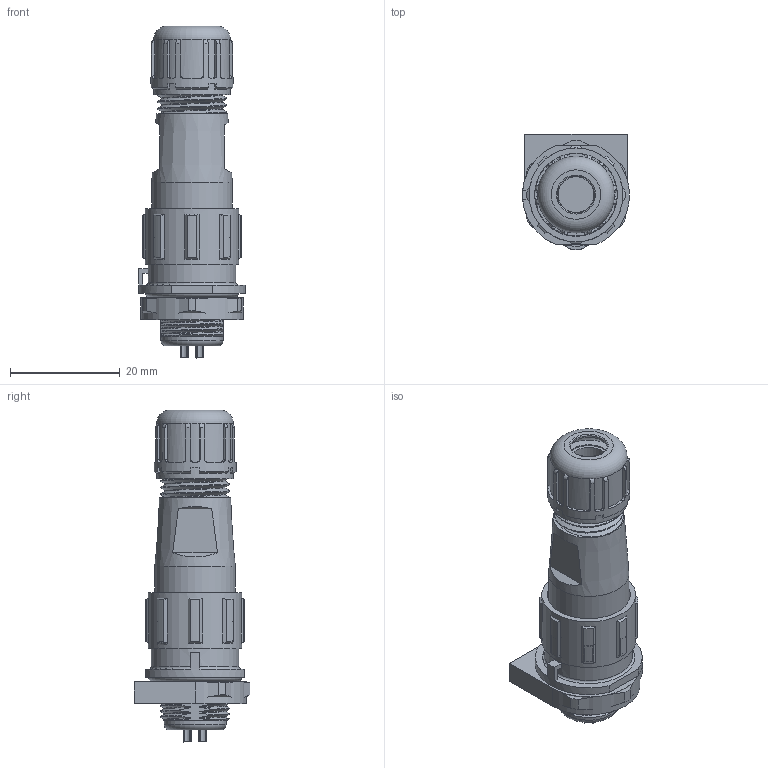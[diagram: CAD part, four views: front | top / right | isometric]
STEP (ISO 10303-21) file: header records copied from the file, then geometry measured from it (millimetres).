
FILE_DESCRIPTION(/* description */ (''),/* implementation_level */ '2;1');
FILE_NAME(/* name */ 'SP13 Example.step',/* time_stamp */ '2024-03-05T19:22:32+10:00',/* author */ (''),/* organization */ (''),/* preprocessor_version */ 'ST-DEVELOPER v20',/* originating_system */ 'Autodesk Translation Framework v12.20.1.177',/* authorisation */ '');
FILE_SCHEMA (('AUTOMOTIVE_DESIGN { 1 0 10303 214 3 1 1 }'));
Products named in the file (2): SP13 Example; SP13
Assembly tree (1 placements, depth 2):
  SP13 Example
    SP13
Bounding box: 19.5 x 21.11 x 60.5 mm (x, y, z)
Volume: 9626.8 mm3; surface area: 11473 mm2
Topology: 3 solids, 16 shells, 734 faces, 1837 edges, 1178 vertices
Faces by surface type: plane 252, cylinder 225, bspline 115, cone 68, torus 37, sphere 37
Full cylindrical faces by diameter (mm): 1 x5, 1.5 x1, 2.5 x1, 4.5 x1, 6.413 x1, 6.5 x1, 6.7 x1, 7 x1, 7.5 x1, 7.6 x2, 7.7 x1, 7.98 x1, 8 x1, 8.6 x1, 8.7 x1, 9.2 x1, 9.472 x1, 9.5 x1, 9.7 x1, 9.8 x1, 10.5 x1, 11.1 x1, 11.3 x3, 11.4 x1, 11.6 x3, 11.61 x1, 12.1 x1, 12.6 x2, 12.9 x1, 14 x2
Entity records: 39113 total; most frequent: CARTESIAN_POINT 22430, ORIENTED_EDGE 3664, DIRECTION 3165, EDGE_CURVE 1832, AXIS2_PLACEMENT_3D 1252, VERTEX_POINT 1178, EDGE_LOOP 808, FACE_OUTER_BOUND 734
